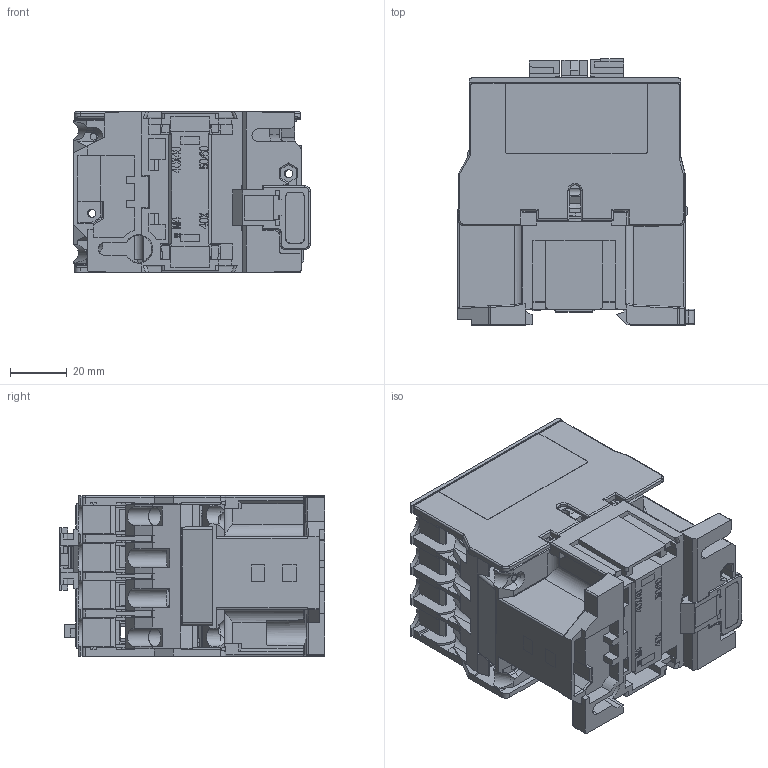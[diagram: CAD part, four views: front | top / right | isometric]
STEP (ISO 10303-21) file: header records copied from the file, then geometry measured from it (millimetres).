
FILE_DESCRIPTION((''),'2;1');
FILE_NAME('NC1-25','2020-08-19T',('zhengmc'),(''),'CREO PARAMETRIC BY PTC INC, 2015480','CREO PARAMETRIC BY PTC INC, 2015480','');
FILE_SCHEMA(('CONFIG_CONTROL_DESIGN'));
Products named in the file (1): NC1-25
Bounding box: 83.3 x 93.5 x 56.55 mm (x, y, z)
Volume: 132695 mm3; surface area: 127684.2 mm2
Topology: 2 solids, 3 shells, 3894 faces, 11435 edges, 7397 vertices
Faces by surface type: plane 3156, cylinder 548, extrusion 87, torus 42, sphere 36, cone 14, bspline 11
Entity records: 159218 total; most frequent: CARTESIAN_POINT 29054, ORIENTED_EDGE 22826, DIRECTION 19485, EDGE_CURVE 11413, VECTOR 9847, LINE 9760, VERTEX_POINT 7389, AXIS2_PLACEMENT_3D 4819
